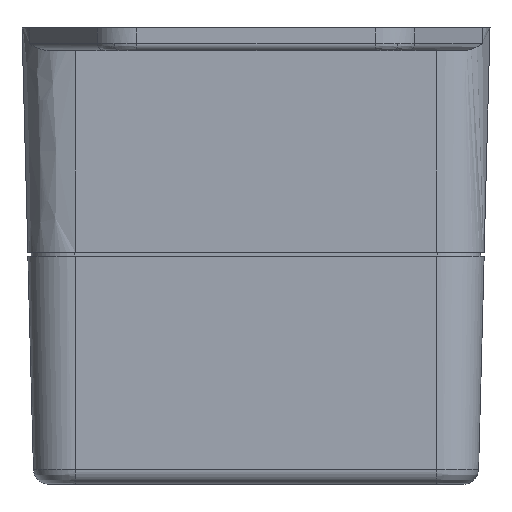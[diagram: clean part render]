
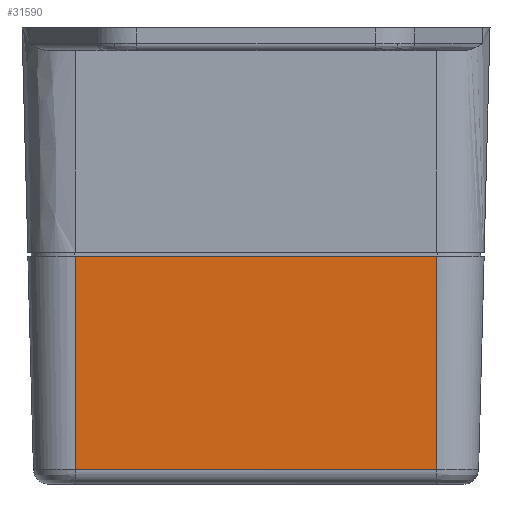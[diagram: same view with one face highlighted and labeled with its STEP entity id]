
A CAD part, left-side view. The second image highlights one B-rep face of the part: STEP entity #31590.
In plain terms, the highlighted face is planar.
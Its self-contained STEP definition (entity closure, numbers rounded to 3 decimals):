
#684 = CARTESIAN_POINT ( 'NONE',  ( -23.751, 59.997, 0.634 ) ) ;
#1549 = VERTEX_POINT ( 'NONE', #32289 ) ;
#3861 = EDGE_CURVE ( 'NONE', #4609, #28525, #22523, .T. ) ;
#4609 = VERTEX_POINT ( 'NONE', #29044 ) ;
#6564 = EDGE_CURVE ( 'NONE', #4609, #33428, #44056, .T. ) ;
#10205 = CARTESIAN_POINT ( 'NONE',  ( 23.751, 59.997, 0.634 ) ) ;
#12172 = VECTOR ( 'NONE', #24124, 1000. ) ;
#12430 = FACE_OUTER_BOUND ( 'NONE', #35713, .T. ) ;
#12789 = CARTESIAN_POINT ( 'NONE',  ( 0., 59.997, 0.634 ) ) ;
#15818 = DIRECTION ( 'NONE',  ( 1., 0., 0. ) ) ;
#17313 = CARTESIAN_POINT ( 'NONE',  ( 0., 59.997, 0.634 ) ) ;
#17731 = LINE ( 'NONE', #12789, #35035 ) ;
#22316 = ORIENTED_EDGE ( 'NONE', *, *, #48161, .T. ) ;
#22523 = LINE ( 'NONE', #684, #12172 ) ;
#22991 = VECTOR ( 'NONE', #15818, 1000. ) ;
#23899 = CARTESIAN_POINT ( 'NONE',  ( -23.751, 59.997, 0.634 ) ) ;
#24124 = DIRECTION ( 'NONE',  ( 0., 0.026, -1. ) ) ;
#25223 = DIRECTION ( 'NONE',  ( 0., -0.026, 1. ) ) ;
#28525 = VERTEX_POINT ( 'NONE', #23899 ) ;
#29044 = CARTESIAN_POINT ( 'NONE',  ( -23.751, 59.267, 28.684 ) ) ;
#31590 = ADVANCED_FACE ( 'NONE', ( #12430 ), #44944, .T. ) ;
#32289 = CARTESIAN_POINT ( 'NONE',  ( 23.751, 59.997, 0.634 ) ) ;
#32696 = ORIENTED_EDGE ( 'NONE', *, *, #3861, .F. ) ;
#33428 = VERTEX_POINT ( 'NONE', #34321 ) ;
#34321 = CARTESIAN_POINT ( 'NONE',  ( 23.751, 59.267, 28.684 ) ) ;
#35035 = VECTOR ( 'NONE', #40358, 1000. ) ;
#35713 = EDGE_LOOP ( 'NONE', ( #32696, #42025, #22316, #50340 ) ) ;
#37638 = VECTOR ( 'NONE', #41695, 1000. ) ;
#39453 = CARTESIAN_POINT ( 'NONE',  ( 23.751, 59.267, 28.684 ) ) ;
#40358 = DIRECTION ( 'NONE',  ( -1., 0., 0. ) ) ;
#41695 = DIRECTION ( 'NONE',  ( 0., 0.026, -1. ) ) ;
#42025 = ORIENTED_EDGE ( 'NONE', *, *, #6564, .T. ) ;
#44056 = LINE ( 'NONE', #39453, #22991 ) ;
#44944 = PLANE ( 'NONE',  #49527 ) ;
#48161 = EDGE_CURVE ( 'NONE', #33428, #1549, #48189, .T. ) ;
#48189 = LINE ( 'NONE', #10205, #37638 ) ;
#48932 = DIRECTION ( 'NONE',  ( 0., 1., 0.026 ) ) ;
#49527 = AXIS2_PLACEMENT_3D ( 'NONE', #17313, #48932, #25223 ) ;
#50340 = ORIENTED_EDGE ( 'NONE', *, *, #50773, .T. ) ;
#50773 = EDGE_CURVE ( 'NONE', #1549, #28525, #17731, .T. ) ;
